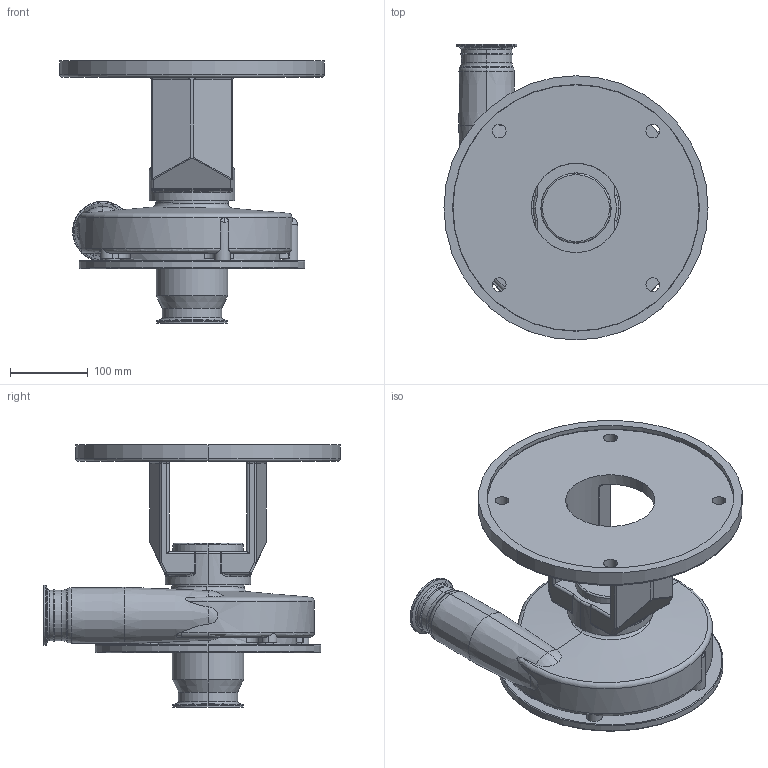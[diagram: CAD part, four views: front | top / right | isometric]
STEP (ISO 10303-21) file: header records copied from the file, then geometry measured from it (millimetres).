
FILE_DESCRIPTION (( 'STEP AP214' ), '1' );
FILE_NAME ('FPR 3541-3542 320TC VERT.STEP', '2023-01-05T16:27:49', ( '' ), ( '' ), 'SwSTEP 2.0', 'SolidWorks 2021', '' );
FILE_SCHEMA (( 'AUTOMOTIVE_DESIGN' ));
Length unit declared in the file: millimetre
Products named in the file (1): FPR 3541-3542 320TC VERT
Bounding box: 340 x 381.2 x 337.5 mm (x, y, z)
Volume: 5807720.9 mm3; surface area: 664919 mm2
Topology: 1 solids, 1 shells, 359 faces, 886 edges, 525 vertices
Faces by surface type: cylinder 127, torus 76, plane 61, bspline 45, cone 33, sphere 17
Entity records: 14583 total; most frequent: CARTESIAN_POINT 6286, DIRECTION 1774, ORIENTED_EDGE 1756, EDGE_CURVE 878, AXIS2_PLACEMENT_3D 758, VERTEX_POINT 525, CIRCLE 443, EDGE_LOOP 385
